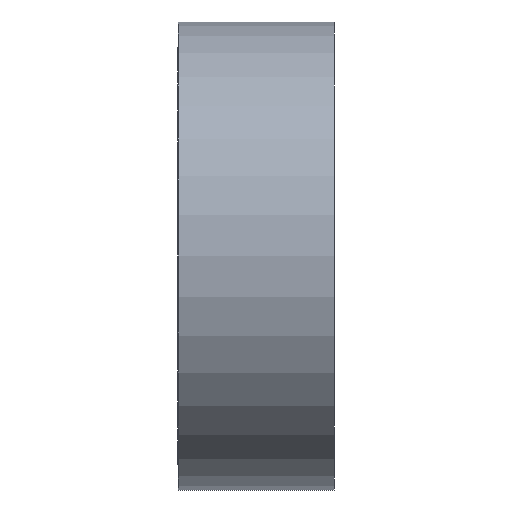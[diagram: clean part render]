
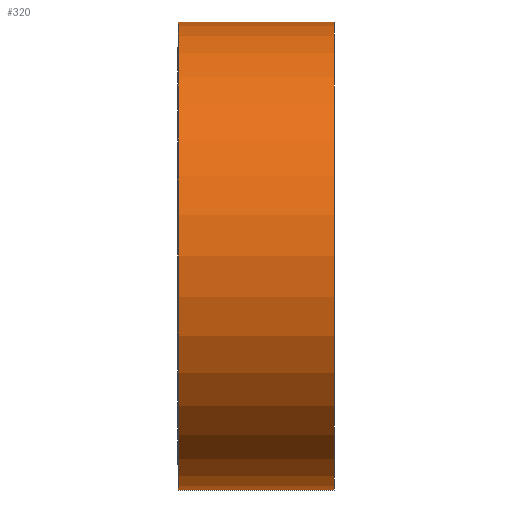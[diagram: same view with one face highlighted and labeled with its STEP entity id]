
A CAD part, front view. The second image highlights one B-rep face of the part: STEP entity #320.
In plain terms, the highlighted cylindrical face has radius 3.048 mm (diameter 6.096 mm), a partial arc.
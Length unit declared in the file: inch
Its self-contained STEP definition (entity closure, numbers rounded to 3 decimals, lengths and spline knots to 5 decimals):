
#55 = VERTEX_POINT ( 'NONE', #853 ) ;
#73 = AXIS2_PLACEMENT_3D ( 'NONE', #612, #291, #750 ) ;
#107 = VECTOR ( 'NONE', #225, 39.37008 ) ;
#114 = VERTEX_POINT ( 'NONE', #245 ) ;
#202 = ORIENTED_EDGE ( 'NONE', *, *, #860, .F. ) ;
#203 = ORIENTED_EDGE ( 'NONE', *, *, #671, .T. ) ;
#225 = DIRECTION ( 'NONE',  ( -1., 0., 0. ) ) ;
#237 = ORIENTED_EDGE ( 'NONE', *, *, #533, .F. ) ;
#243 = CARTESIAN_POINT ( 'NONE',  ( 0., 0., 0.12 ) ) ;
#245 = CARTESIAN_POINT ( 'NONE',  ( 0., 0., -0.12 ) ) ;
#291 = DIRECTION ( 'NONE',  ( -1., 0., 0. ) ) ;
#307 = CYLINDRICAL_SURFACE ( 'NONE', #73, 0.12 ) ;
#311 = CIRCLE ( 'NONE', #530, 0.12 ) ;
#312 = DIRECTION ( 'NONE',  ( -1., 0., 0. ) ) ;
#320 = ADVANCED_FACE ( 'NONE', ( #333 ), #307, .T. ) ;
#333 = FACE_OUTER_BOUND ( 'NONE', #703, .T. ) ;
#364 = EDGE_CURVE ( 'NONE', #673, #55, #833, .T. ) ;
#376 = CARTESIAN_POINT ( 'NONE',  ( -0.08, 0., 0. ) ) ;
#424 = ORIENTED_EDGE ( 'NONE', *, *, #364, .T. ) ;
#439 = DIRECTION ( 'NONE',  ( 0., 0., 1. ) ) ;
#442 = CARTESIAN_POINT ( 'NONE',  ( -0.08, 0., -0.12 ) ) ;
#463 = CARTESIAN_POINT ( 'NONE',  ( -0.125, 0., -0.12 ) ) ;
#501 = LINE ( 'NONE', #463, #844 ) ;
#530 = AXIS2_PLACEMENT_3D ( 'NONE', #700, #312, #635 ) ;
#533 = EDGE_CURVE ( 'NONE', #681, #55, #581, .T. ) ;
#581 = CIRCLE ( 'NONE', #687, 0.12 ) ;
#612 = CARTESIAN_POINT ( 'NONE',  ( -0.125, 0., 0. ) ) ;
#616 = CARTESIAN_POINT ( 'NONE',  ( -0.125, 0., 0.12 ) ) ;
#635 = DIRECTION ( 'NONE',  ( 0., 0., 1. ) ) ;
#671 = EDGE_CURVE ( 'NONE', #114, #673, #311, .T. ) ;
#673 = VERTEX_POINT ( 'NONE', #243 ) ;
#681 = VERTEX_POINT ( 'NONE', #442 ) ;
#687 = AXIS2_PLACEMENT_3D ( 'NONE', #376, #837, #439 ) ;
#700 = CARTESIAN_POINT ( 'NONE',  ( 0., 0., 0. ) ) ;
#703 = EDGE_LOOP ( 'NONE', ( #202, #203, #424, #237 ) ) ;
#750 = DIRECTION ( 'NONE',  ( 0., 0., 1. ) ) ;
#800 = DIRECTION ( 'NONE',  ( -1., 0., 0. ) ) ;
#833 = LINE ( 'NONE', #616, #107 ) ;
#837 = DIRECTION ( 'NONE',  ( -1., 0., 0. ) ) ;
#844 = VECTOR ( 'NONE', #800, 39.37008 ) ;
#853 = CARTESIAN_POINT ( 'NONE',  ( -0.08, 0., 0.12 ) ) ;
#860 = EDGE_CURVE ( 'NONE', #114, #681, #501, .T. ) ;
